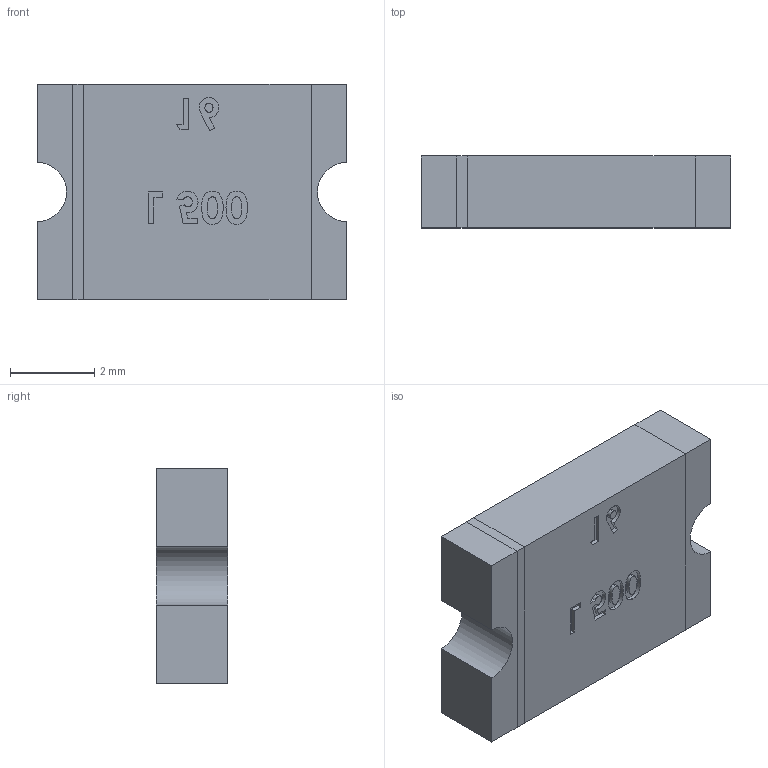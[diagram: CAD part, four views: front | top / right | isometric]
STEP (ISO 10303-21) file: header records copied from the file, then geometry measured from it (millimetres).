
FILE_DESCRIPTION (( 'STEP AP214' ), '1' );
FILE_NAME ('2920L.STEP', '2020-11-15T22:53:57', ( '' ), ( '' ), 'SwSTEP 2.0', 'SolidWorks 2021', '' );
FILE_SCHEMA (( 'AUTOMOTIVE_DESIGN' ));
Length unit declared in the file: millimetre
Products named in the file (1): 2920L
Bounding box: 7.36 x 1.7 x 5.12 mm (x, y, z)
Volume: 61.2 mm3; surface area: 173 mm2
Topology: 4 solids, 4 shells, 162 faces, 408 edges, 272 vertices
Faces by surface type: plane 88, bspline 72, cylinder 2
Entity records: 10401 total; most frequent: CARTESIAN_POINT 5523, ORIENTED_EDGE 816, DIRECTION 450, EDGE_CURVE 408, VERTEX_POINT 272, VECTOR 260, LINE 260, EDGE_LOOP 180
